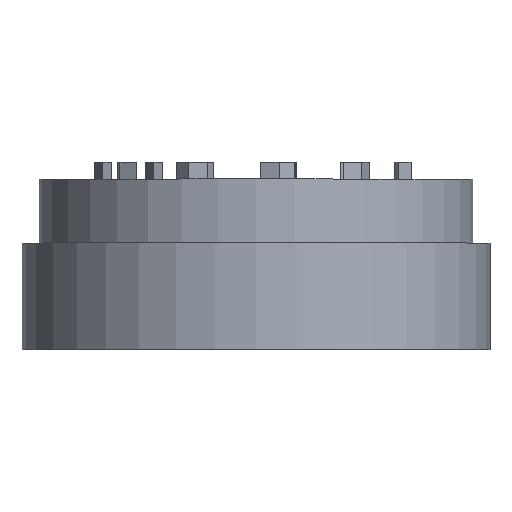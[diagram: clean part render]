
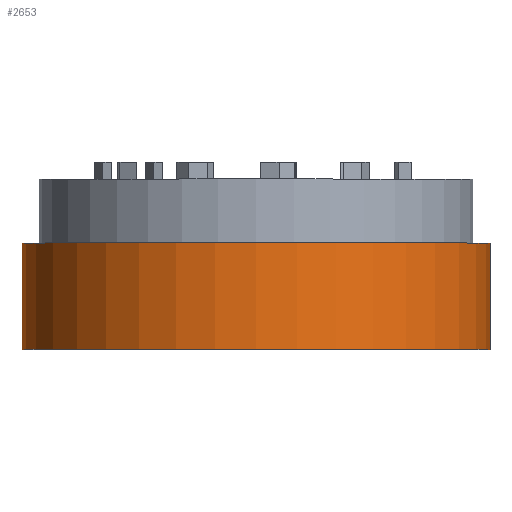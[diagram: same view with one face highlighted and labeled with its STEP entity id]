
A CAD part, top view. The second image highlights one B-rep face of the part: STEP entity #2653.
In plain terms, the highlighted cylindrical face has radius 27.5 mm (diameter 55 mm), a full revolution.
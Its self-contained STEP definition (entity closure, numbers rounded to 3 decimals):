
#344=FACE_OUTER_BOUND('',#564,.T.);
#564=EDGE_LOOP('',(#2473,#2474,#2475,#2476,#2477));
#852=LINE('',#4304,#1136);
#1136=VECTOR('',#3576,27.5);
#1199=CIRCLE('',#2877,27.5);
#1200=CIRCLE('',#2878,27.5);
#1201=CIRCLE('',#2880,27.5);
#1432=VERTEX_POINT('',#4298);
#1433=VERTEX_POINT('',#4299);
#1434=VERTEX_POINT('',#4303);
#1780=EDGE_CURVE('',#1432,#1433,#1199,.T.);
#1781=EDGE_CURVE('',#1433,#1432,#1200,.T.);
#1782=EDGE_CURVE('',#1433,#1434,#852,.T.);
#1783=EDGE_CURVE('',#1434,#1434,#1201,.T.);
#2473=ORIENTED_EDGE('',*,*,#1780,.T.);
#2474=ORIENTED_EDGE('',*,*,#1782,.T.);
#2475=ORIENTED_EDGE('',*,*,#1783,.F.);
#2476=ORIENTED_EDGE('',*,*,#1782,.F.);
#2477=ORIENTED_EDGE('',*,*,#1781,.T.);
#2513=CYLINDRICAL_SURFACE('',#2879,27.5);
#2653=ADVANCED_FACE('',(#344),#2513,.T.);
#2877=AXIS2_PLACEMENT_3D('',#4300,#3570,#3571);
#2878=AXIS2_PLACEMENT_3D('',#4301,#3572,#3573);
#2879=AXIS2_PLACEMENT_3D('',#4302,#3574,#3575);
#2880=AXIS2_PLACEMENT_3D('',#4305,#3577,#3578);
#3570=DIRECTION('center_axis',(0.,-1.,0.));
#3571=DIRECTION('ref_axis',(1.,0.,0.));
#3572=DIRECTION('center_axis',(0.,-1.,0.));
#3573=DIRECTION('ref_axis',(1.,0.,0.));
#3574=DIRECTION('center_axis',(0.,1.,0.));
#3575=DIRECTION('ref_axis',(1.,0.,0.));
#3576=DIRECTION('',(0.,-1.,0.));
#3577=DIRECTION('center_axis',(0.,-1.,0.));
#3578=DIRECTION('ref_axis',(1.,0.,0.));
#4298=CARTESIAN_POINT('',(27.5,12.5,0.));
#4299=CARTESIAN_POINT('',(-27.5,12.5,0.));
#4300=CARTESIAN_POINT('Origin',(0.,12.5,0.));
#4301=CARTESIAN_POINT('Origin',(0.,12.5,0.));
#4302=CARTESIAN_POINT('Origin',(0.,0.,0.));
#4303=CARTESIAN_POINT('',(-27.5,0.,0.));
#4304=CARTESIAN_POINT('',(-27.5,0.,0.));
#4305=CARTESIAN_POINT('Origin',(0.,0.,0.));
